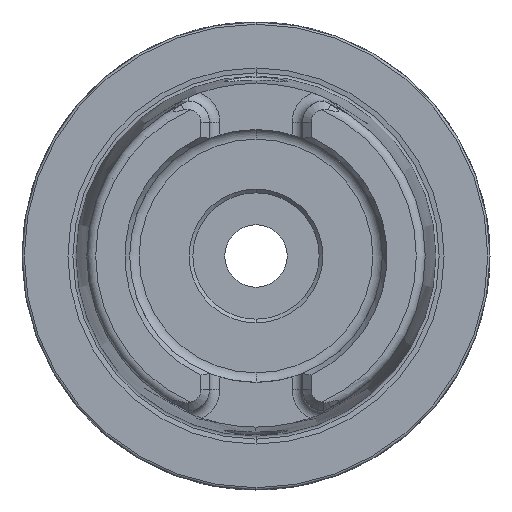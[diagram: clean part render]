
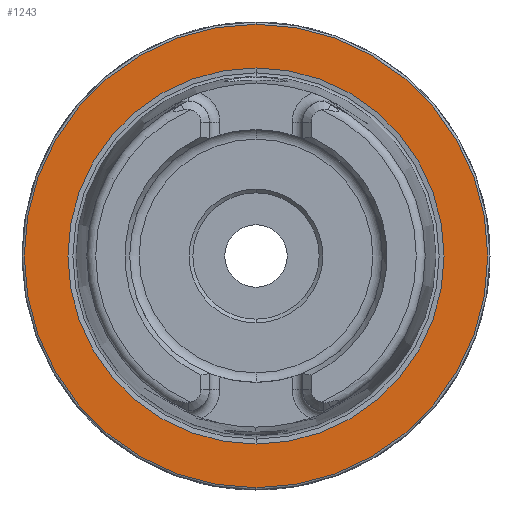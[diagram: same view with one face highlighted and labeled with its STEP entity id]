
A CAD part, left-side view. The second image highlights one B-rep face of the part: STEP entity #1243.
In plain terms, the highlighted planar face has unit normal (-1, 0, 0).
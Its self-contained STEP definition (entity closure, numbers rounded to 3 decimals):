
#91 = CARTESIAN_POINT ( 'NONE',  ( 0., 0., 0. ) ) ;
#523 = AXIS2_PLACEMENT_3D ( 'NONE', #6505, #2418, #7214 ) ;
#768 = DIRECTION ( 'NONE',  ( 0., 0., 1. ) ) ;
#932 = EDGE_LOOP ( 'NONE', ( #2241, #4087 ) ) ;
#1146 = EDGE_CURVE ( 'NONE', #3779, #6362, #5733, .T. ) ;
#1243 = ADVANCED_FACE ( 'NONE', ( #1688, #6926 ), #7183, .F. ) ;
#1397 = CARTESIAN_POINT ( 'NONE',  ( 0., 0., -25.319 ) ) ;
#1688 = FACE_BOUND ( 'NONE', #6924, .T. ) ;
#2065 = AXIS2_PLACEMENT_3D ( 'NONE', #91, #4865, #768 ) ;
#2241 = ORIENTED_EDGE ( 'NONE', *, *, #5379, .T. ) ;
#2418 = DIRECTION ( 'NONE',  ( -1., 0., 0. ) ) ;
#2478 = ORIENTED_EDGE ( 'NONE', *, *, #1146, .F. ) ;
#2720 = DIRECTION ( 'NONE',  ( 0., 0., -1. ) ) ;
#2962 = CARTESIAN_POINT ( 'NONE',  ( 0., 0., 0. ) ) ;
#3018 = AXIS2_PLACEMENT_3D ( 'NONE', #2962, #7742, #3648 ) ;
#3321 = AXIS2_PLACEMENT_3D ( 'NONE', #3802, #3831, #3775 ) ;
#3648 = DIRECTION ( 'NONE',  ( 0., 0., 1. ) ) ;
#3775 = DIRECTION ( 'NONE',  ( 0., 0., 1. ) ) ;
#3779 = VERTEX_POINT ( 'NONE', #7689 ) ;
#3802 = CARTESIAN_POINT ( 'NONE',  ( 0., 0., 0. ) ) ;
#3831 = DIRECTION ( 'NONE',  ( -1., 0., 0. ) ) ;
#4087 = ORIENTED_EDGE ( 'NONE', *, *, #6364, .T. ) ;
#4562 = CARTESIAN_POINT ( 'NONE',  ( 0., 31.2, 0. ) ) ;
#4865 = DIRECTION ( 'NONE',  ( -1., 0., 0. ) ) ;
#4866 = DIRECTION ( 'NONE',  ( 1., 0., 0. ) ) ;
#5274 = VERTEX_POINT ( 'NONE', #6838 ) ;
#5379 = EDGE_CURVE ( 'NONE', #5274, #8249, #7362, .T. ) ;
#5409 = CARTESIAN_POINT ( 'NONE',  ( 0., 0., -31.2 ) ) ;
#5695 = CIRCLE ( 'NONE', #2065, 31.2 ) ;
#5733 = CIRCLE ( 'NONE', #3321, 25.319 ) ;
#6362 = VERTEX_POINT ( 'NONE', #1397 ) ;
#6364 = EDGE_CURVE ( 'NONE', #8249, #5274, #5695, .T. ) ;
#6505 = CARTESIAN_POINT ( 'NONE',  ( 0., 0., 0. ) ) ;
#6838 = CARTESIAN_POINT ( 'NONE',  ( 0., 0., 31.2 ) ) ;
#6924 = EDGE_LOOP ( 'NONE', ( #2478, #8635 ) ) ;
#6926 = FACE_OUTER_BOUND ( 'NONE', #932, .T. ) ;
#7183 = PLANE ( 'NONE',  #8375 ) ;
#7214 = DIRECTION ( 'NONE',  ( 0., 0., 1. ) ) ;
#7362 = CIRCLE ( 'NONE', #3018, 31.2 ) ;
#7689 = CARTESIAN_POINT ( 'NONE',  ( 0., 0., 25.319 ) ) ;
#7742 = DIRECTION ( 'NONE',  ( -1., 0., 0. ) ) ;
#7952 = CIRCLE ( 'NONE', #523, 25.319 ) ;
#8249 = VERTEX_POINT ( 'NONE', #5409 ) ;
#8375 = AXIS2_PLACEMENT_3D ( 'NONE', #4562, #4866, #2720 ) ;
#8543 = EDGE_CURVE ( 'NONE', #6362, #3779, #7952, .T. ) ;
#8635 = ORIENTED_EDGE ( 'NONE', *, *, #8543, .F. ) ;
